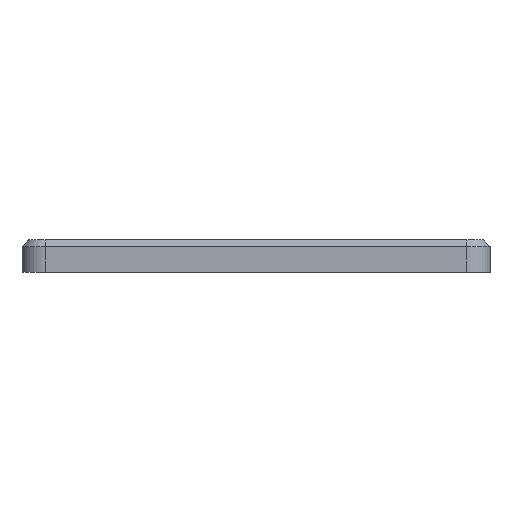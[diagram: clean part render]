
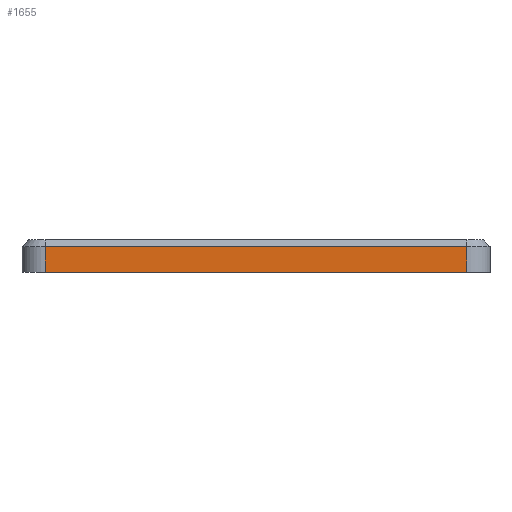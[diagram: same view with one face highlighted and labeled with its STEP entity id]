
A CAD part, front view. The second image highlights one B-rep face of the part: STEP entity #1655.
In plain terms, the highlighted planar face has unit normal (0, -1, 0).
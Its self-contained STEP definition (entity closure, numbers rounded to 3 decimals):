
#191=LINE('',#2717,#338);
#221=LINE('',#2797,#368);
#285=LINE('',#2966,#432);
#286=LINE('',#2968,#433);
#338=VECTOR('',#1907,10.);
#368=VECTOR('',#1987,10.);
#432=VECTOR('',#2171,10.);
#433=VECTOR('',#2174,10.);
#476=PLANE('',#1791);
#563=FACE_OUTER_BOUND('',#668,.T.);
#668=EDGE_LOOP('',(#1522,#1523,#1524,#1525));
#761=VERTEX_POINT('',#2711);
#762=VERTEX_POINT('',#2715);
#786=VERTEX_POINT('',#2794);
#787=VERTEX_POINT('',#2796);
#941=EDGE_CURVE('',#761,#762,#191,.T.);
#981=EDGE_CURVE('',#786,#787,#221,.T.);
#1066=EDGE_CURVE('',#787,#761,#285,.T.);
#1067=EDGE_CURVE('',#762,#786,#286,.T.);
#1522=ORIENTED_EDGE('',*,*,#941,.F.);
#1523=ORIENTED_EDGE('',*,*,#1066,.F.);
#1524=ORIENTED_EDGE('',*,*,#981,.F.);
#1525=ORIENTED_EDGE('',*,*,#1067,.F.);
#1655=ADVANCED_FACE('',(#563),#476,.T.);
#1791=AXIS2_PLACEMENT_3D('',#2967,#2172,#2173);
#1907=DIRECTION('',(1.,0.,0.));
#1987=DIRECTION('',(-1.,0.,0.));
#2171=DIRECTION('',(0.,0.,1.));
#2172=DIRECTION('center_axis',(0.,-1.,0.));
#2173=DIRECTION('ref_axis',(1.,0.,0.));
#2174=DIRECTION('',(0.,0.,-1.));
#2711=CARTESIAN_POINT('',(-81.361,-55.977,5.5));
#2715=CARTESIAN_POINT('',(9.639,-55.977,5.5));
#2717=CARTESIAN_POINT('',(-61.111,-55.977,5.5));
#2794=CARTESIAN_POINT('',(9.639,-55.977,0.));
#2796=CARTESIAN_POINT('',(-81.361,-55.977,0.));
#2797=CARTESIAN_POINT('',(14.639,-55.977,0.));
#2966=CARTESIAN_POINT('',(-81.361,-55.977,0.));
#2967=CARTESIAN_POINT('Origin',(-86.361,-55.977,0.));
#2968=CARTESIAN_POINT('',(9.639,-55.977,0.));
